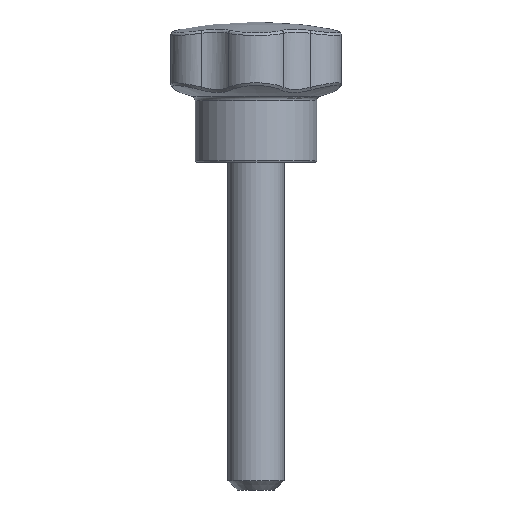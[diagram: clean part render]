
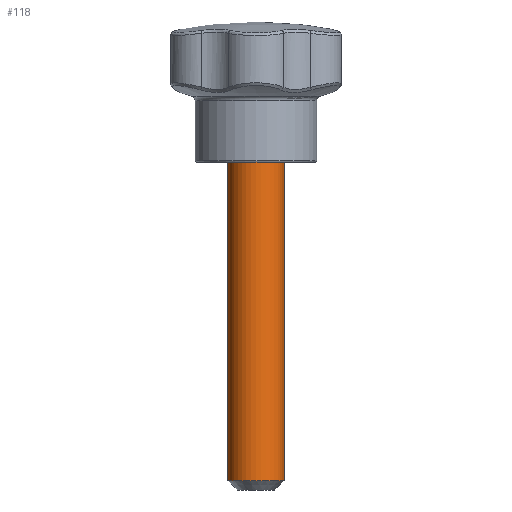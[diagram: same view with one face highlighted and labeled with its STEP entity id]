
A CAD part, front view. The second image highlights one B-rep face of the part: STEP entity #118.
In plain terms, the highlighted cylindrical face has radius 3 mm (diameter 6 mm), a full revolution.
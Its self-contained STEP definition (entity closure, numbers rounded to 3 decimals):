
#118 = ADVANCED_FACE( '', ( #267, #268 ), #269, .T. );
#267 = FACE_OUTER_BOUND( '', #1066, .T. );
#268 = FACE_OUTER_BOUND( '', #1067, .T. );
#269 = CYLINDRICAL_SURFACE( '', #1068, 3. );
#1066 = EDGE_LOOP( '', ( #2557 ) );
#1067 = EDGE_LOOP( '', ( #2558 ) );
#1068 = AXIS2_PLACEMENT_3D( '', #2559, #2560, #2561 );
#2557 = ORIENTED_EDGE( '', *, *, #2800, .T. );
#2558 = ORIENTED_EDGE( '', *, *, #2863, .F. );
#2559 = CARTESIAN_POINT( '', ( 0., 0., -35. ) );
#2560 = DIRECTION( '', ( 0., 0., -1. ) );
#2561 = DIRECTION( '', ( 1., 0., 0. ) );
#2800 = EDGE_CURVE( '', #2972, #2972, #2973, .T. );
#2863 = EDGE_CURVE( '', #3073, #3073, #3074, .T. );
#2972 = VERTEX_POINT( '', #3284 );
#2973 = CIRCLE( '', #3285, 3. );
#3073 = VERTEX_POINT( '', #4432 );
#3074 = CIRCLE( '', #4433, 3. );
#3284 = CARTESIAN_POINT( '', ( 3., 0., -34. ) );
#3285 = AXIS2_PLACEMENT_3D( '', #5041, #5042, #5043 );
#4432 = CARTESIAN_POINT( '', ( 3., 0., 0. ) );
#4433 = AXIS2_PLACEMENT_3D( '', #5071, #5072, #5073 );
#5041 = CARTESIAN_POINT( '', ( 0., 0., -34. ) );
#5042 = DIRECTION( '', ( 0., 0., 1. ) );
#5043 = DIRECTION( '', ( 1., 0., 0. ) );
#5071 = CARTESIAN_POINT( '', ( 0., 0., 0. ) );
#5072 = DIRECTION( '', ( 0., 0., 1. ) );
#5073 = DIRECTION( '', ( 1., 0., 0. ) );
